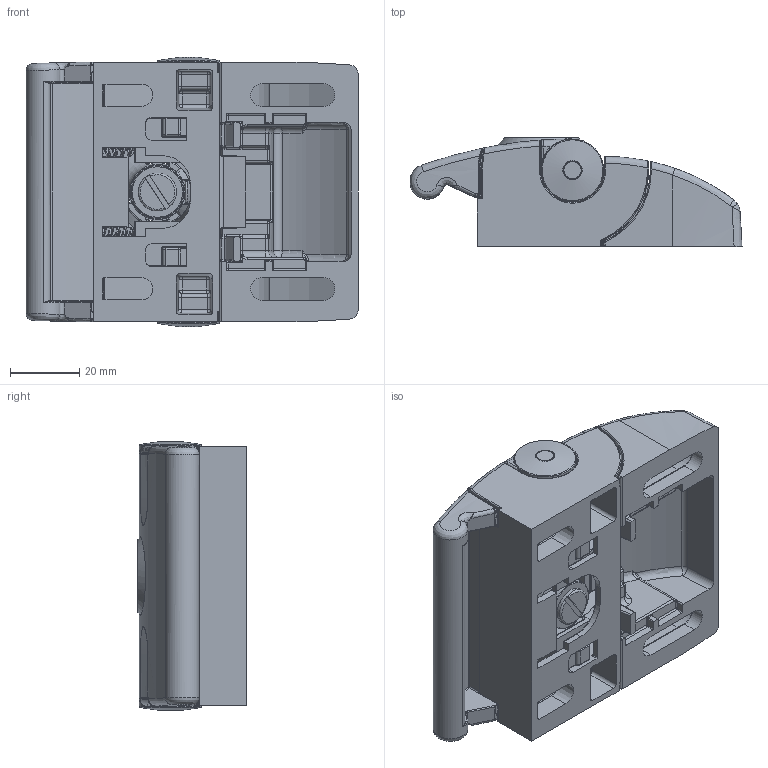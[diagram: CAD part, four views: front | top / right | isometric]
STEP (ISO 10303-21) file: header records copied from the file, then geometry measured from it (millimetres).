
FILE_DESCRIPTION((''),'2;1');
FILE_NAME('AR3835.stp','2018-05-28T14:33:53',('Envy'),(''),'Autodesk Inventor 2013','Autodesk Inventor 2013','');
FILE_SCHEMA(('AUTOMOTIVE_DESIGN { 1 0 10303 214 1 1 1 1 }'));
Length unit declared in the file: millimetre
Products named in the file (16): AR3835; AR3835 I; AR3835 II; AR3835 III; AR3835 IV; AR3835 V; AR3835 VI; AR3835 VII; AR3835 VIII; AR3835 IX; AR3835 X; AR3835 XI; AR3835 XII; AR3835 XIII; AR3835 XIV; AR3835 XV
Assembly tree (15 placements, depth 2):
  AR3835
    AR3835 I
    AR3835 II
    AR3835 III
    AR3835 IV
    AR3835 V
    AR3835 VI
    AR3835 VII
    AR3835 VIII
    AR3835 IX
    AR3835 X
    AR3835 XI
    AR3835 XII
    AR3835 XIII
    AR3835 XIV
    AR3835 XV
Bounding box: 96.01 x 31.57 x 77.81 mm (x, y, z)
Volume: 75786.8 mm3; surface area: 62098.8 mm2
Topology: 15 solids, 15 shells, 2968 faces, 7482 edges, 4303 vertices
Faces by surface type: cylinder 983, plane 908, bspline 635, torus 248, sphere 177, cone 17
Full cylindrical faces by diameter (mm): 1.7 x2, 4.5 x1, 5 x9, 5.474 x1, 5.5 x1, 6 x1, 11 x1, 11.9 x2, 13 x1, 15 x1, 16 x1, 17 x1, 18 x2
Entity records: 123371 total; most frequent: CARTESIAN_POINT 55392, ORIENTED_EDGE 14344, DIRECTION 13789, EDGE_CURVE 7172, AXIS2_PLACEMENT_3D 5326, VERTEX_POINT 4285, VECTOR 3137, LINE 3137
